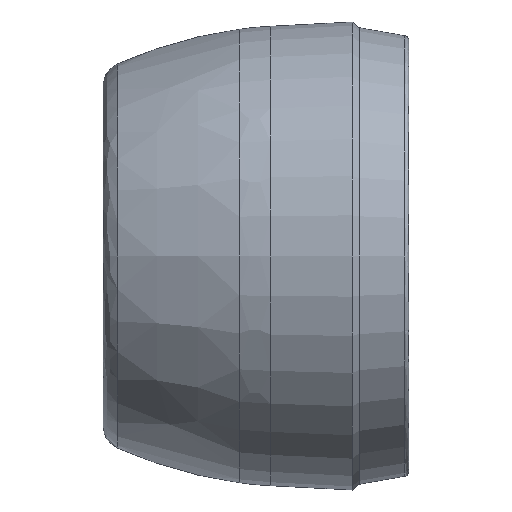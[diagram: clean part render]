
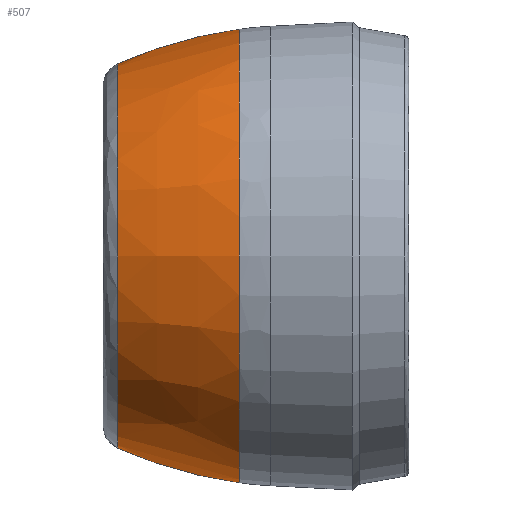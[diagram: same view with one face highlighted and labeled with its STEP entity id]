
A CAD part, left-side view. The second image highlights one B-rep face of the part: STEP entity #507.
In plain terms, the highlighted free-form (B-spline) face has degree [3, 3] with [4, 4] control points.
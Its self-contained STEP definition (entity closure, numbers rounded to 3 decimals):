
#37 = CARTESIAN_POINT ( 'NONE',  ( 0., 4.883, 9.19 ) ) ;
#53 = CARTESIAN_POINT ( 'NONE',  ( 0., 6.584, -8.954 ) ) ;
#330 = CARTESIAN_POINT ( 'NONE',  ( 0., 2.361, 9.025 ) ) ;
#338 = DIRECTION ( 'NONE',  ( 0., 0., -1. ) ) ;
#342 = DIRECTION ( 'NONE',  ( 1., 0., 0. ) ) ;
#369 = VERTEX_POINT ( 'NONE', #1457 ) ;
#507 = ADVANCED_FACE ( 'NONE', ( #1141 ), #1910, .T. ) ;
#515 = CARTESIAN_POINT ( 'NONE',  ( -17.908, 6.584, -8.954 ) ) ;
#635 = CARTESIAN_POINT ( 'NONE',  ( 0., 8.235, -8.484 ) ) ;
#664 = CIRCLE ( 'NONE', #1019, 9.19 ) ;
#670 = CARTESIAN_POINT ( 'NONE',  ( 0., 9.805, 7.789 ) ) ;
#684 = CARTESIAN_POINT ( 'NONE',  ( 0., 9.805, -7.789 ) ) ;
#688 = CARTESIAN_POINT ( 'NONE',  ( -15.579, 9.805, -7.789 ) ) ;
#689 = CARTESIAN_POINT ( 'NONE',  ( -15.579, 9.805, 7.789 ) ) ;
#723 = CARTESIAN_POINT ( 'NONE',  ( 0., 8.235, 8.484 ) ) ;
#728 = CARTESIAN_POINT ( 'NONE',  ( -18.379, 4.883, 9.19 ) ) ;
#733 = CARTESIAN_POINT ( 'NONE',  ( -18.379, 4.883, -9.19 ) ) ;
#736 = CARTESIAN_POINT ( 'NONE',  ( 0., 4.883, -9.19 ) ) ;
#792 = VERTEX_POINT ( 'NONE', #1545 ) ;
#866 = ORIENTED_EDGE ( 'NONE', *, *, #1172, .T. ) ;
#901 = EDGE_CURVE ( 'NONE', #792, #2219, #2595, .T. ) ;
#1019 = AXIS2_PLACEMENT_3D ( 'NONE', #1683, #1681, #1677 ) ;
#1034 = CARTESIAN_POINT ( 'NONE',  ( -16.969, 8.235, 8.484 ) ) ;
#1052 = CARTESIAN_POINT ( 'NONE',  ( -17.908, 6.584, 8.954 ) ) ;
#1113 = VERTEX_POINT ( 'NONE', #37 ) ;
#1141 = FACE_OUTER_BOUND ( 'NONE', #1628, .T. ) ;
#1172 = EDGE_CURVE ( 'NONE', #1113, #369, #2132, .T. ) ;
#1305 = AXIS2_PLACEMENT_3D ( 'NONE', #2651, #2648, #2643 ) ;
#1456 = ORIENTED_EDGE ( 'NONE', *, *, #901, .F. ) ;
#1457 = CARTESIAN_POINT ( 'NONE',  ( 0., 9.805, 7.789 ) ) ;
#1545 = CARTESIAN_POINT ( 'NONE',  ( 0., 4.883, -9.19 ) ) ;
#1567 = EDGE_CURVE ( 'NONE', #369, #2219, #2403, .T. ) ;
#1612 = CARTESIAN_POINT ( 'NONE',  ( 0., 6.584, 8.954 ) ) ;
#1628 = EDGE_LOOP ( 'NONE', ( #2494, #866, #2374, #1456 ) ) ;
#1677 = DIRECTION ( 'NONE',  ( 0., 0., 1. ) ) ;
#1681 = DIRECTION ( 'NONE',  ( 0., -1., 0. ) ) ;
#1683 = CARTESIAN_POINT ( 'NONE',  ( 0., 4.883, 0. ) ) ;
#1793 = CARTESIAN_POINT ( 'NONE',  ( 0., 4.883, 9.19 ) ) ;
#1910 =( BOUNDED_SURFACE ( )  B_SPLINE_SURFACE ( 3, 3, ( 
 ( #1793, #728, #733, #736 ),
 ( #1612, #1052, #515, #53 ),
 ( #723, #1034, #2484, #635 ),
 ( #670, #689, #688, #684 ) ),
 .UNSPECIFIED., .F., .F., .T. ) 
 B_SPLINE_SURFACE_WITH_KNOTS ( ( 4, 4 ),
 ( 4, 4 ),
 ( 0., 1. ),
 ( 0., 1. ),
 .UNSPECIFIED. ) 
 GEOMETRIC_REPRESENTATION_ITEM ( )  RATIONAL_B_SPLINE_SURFACE ( (
 ( 1., 0.333, 0.333, 1.),
 ( 0.994, 0.331, 0.331, 0.994),
 ( 0.994, 0.331, 0.331, 0.994),
 ( 1., 0.333, 0.333, 1.) ) ) 
 REPRESENTATION_ITEM ( '' )  SURFACE ( )  );
#1918 = CARTESIAN_POINT ( 'NONE',  ( 0., 9.805, -7.789 ) ) ;
#2004 = AXIS2_PLACEMENT_3D ( 'NONE', #2691, #2685, #2683 ) ;
#2102 = AXIS2_PLACEMENT_3D ( 'NONE', #330, #342, #338 ) ;
#2132 = CIRCLE ( 'NONE', #2004, 18.389 ) ;
#2219 = VERTEX_POINT ( 'NONE', #1918 ) ;
#2374 = ORIENTED_EDGE ( 'NONE', *, *, #1567, .T. ) ;
#2403 = CIRCLE ( 'NONE', #1305, 7.789 ) ;
#2484 = CARTESIAN_POINT ( 'NONE',  ( -16.969, 8.235, -8.484 ) ) ;
#2494 = ORIENTED_EDGE ( 'NONE', *, *, #2599, .F. ) ;
#2595 = CIRCLE ( 'NONE', #2102, 18.389 ) ;
#2599 = EDGE_CURVE ( 'NONE', #1113, #792, #664, .T. ) ;
#2643 = DIRECTION ( 'NONE',  ( 0., 0., -1. ) ) ;
#2648 = DIRECTION ( 'NONE',  ( 0., -1., 0. ) ) ;
#2651 = CARTESIAN_POINT ( 'NONE',  ( 0., 9.805, 0. ) ) ;
#2683 = DIRECTION ( 'NONE',  ( 0., 0., 1. ) ) ;
#2685 = DIRECTION ( 'NONE',  ( -1., 0., 0. ) ) ;
#2691 = CARTESIAN_POINT ( 'NONE',  ( 0., 2.361, -9.025 ) ) ;
